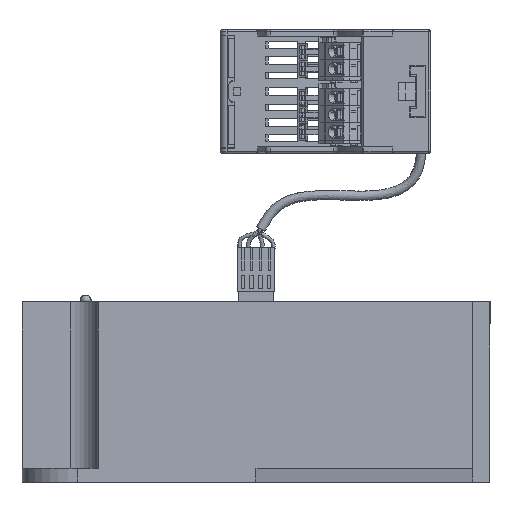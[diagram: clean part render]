
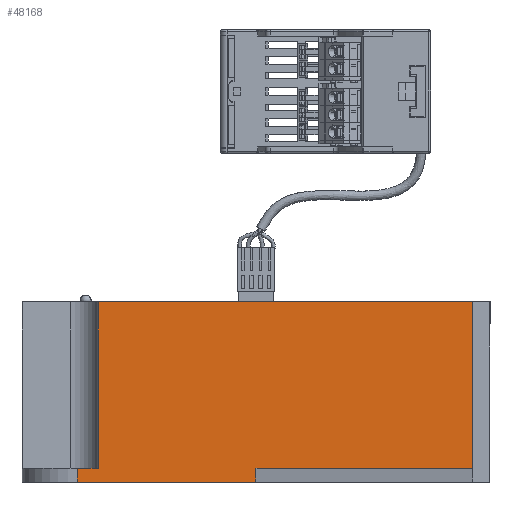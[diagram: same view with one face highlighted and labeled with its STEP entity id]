
A CAD part, left-side view. The second image highlights one B-rep face of the part: STEP entity #48168.
In plain terms, the highlighted planar face has unit normal (-1, 0, 0).
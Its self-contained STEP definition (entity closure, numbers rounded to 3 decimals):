
#4902=FACE_OUTER_BOUND('',#7930,.T.);
#7930=EDGE_LOOP('',(#41335,#41336,#41337,#41338,#41339,#41340,#41341,#41342));
#13000=LINE('',#78060,#18328);
#13012=LINE('',#78094,#18340);
#13034=LINE('',#78140,#18362);
#13035=LINE('',#78143,#18363);
#13036=LINE('',#78144,#18364);
#13037=LINE('',#78146,#18365);
#13038=LINE('',#78148,#18366);
#13039=LINE('',#78149,#18367);
#18328=VECTOR('',#63749,1000.);
#18340=VECTOR('',#63775,1000.);
#18362=VECTOR('',#63815,1000.);
#18363=VECTOR('',#63818,1000.);
#18364=VECTOR('',#63819,1000.);
#18365=VECTOR('',#63820,1000.);
#18366=VECTOR('',#63821,1000.);
#18367=VECTOR('',#63822,1000.);
#22776=VERTEX_POINT('',#78057);
#22777=VERTEX_POINT('',#78059);
#22787=VERTEX_POINT('',#78083);
#22792=VERTEX_POINT('',#78092);
#22807=VERTEX_POINT('',#78138);
#22808=VERTEX_POINT('',#78142);
#22809=VERTEX_POINT('',#78145);
#22810=VERTEX_POINT('',#78147);
#29005=EDGE_CURVE('',#22776,#22777,#13000,.T.);
#29021=EDGE_CURVE('',#22787,#22792,#13012,.T.);
#29045=EDGE_CURVE('',#22792,#22807,#13034,.T.);
#29046=EDGE_CURVE('',#22808,#22807,#13035,.T.);
#29047=EDGE_CURVE('',#22777,#22808,#13036,.T.);
#29048=EDGE_CURVE('',#22809,#22776,#13037,.T.);
#29049=EDGE_CURVE('',#22810,#22809,#13038,.T.);
#29050=EDGE_CURVE('',#22810,#22787,#13039,.T.);
#41335=ORIENTED_EDGE('',*,*,#29046,.F.);
#41336=ORIENTED_EDGE('',*,*,#29047,.F.);
#41337=ORIENTED_EDGE('',*,*,#29005,.F.);
#41338=ORIENTED_EDGE('',*,*,#29048,.F.);
#41339=ORIENTED_EDGE('',*,*,#29049,.F.);
#41340=ORIENTED_EDGE('',*,*,#29050,.T.);
#41341=ORIENTED_EDGE('',*,*,#29021,.T.);
#41342=ORIENTED_EDGE('',*,*,#29045,.T.);
#44038=PLANE('',#52203);
#48168=ADVANCED_FACE('',(#4902),#44038,.T.);
#52203=AXIS2_PLACEMENT_3D('',#78141,#63816,#63817);
#63749=DIRECTION('',(0.,1.,0.));
#63775=DIRECTION('',(0.,1.,0.));
#63815=DIRECTION('',(0.,0.,-1.));
#63816=DIRECTION('center_axis',(-1.,0.,0.));
#63817=DIRECTION('ref_axis',(0.,0.,1.));
#63818=DIRECTION('',(0.,1.,0.));
#63819=DIRECTION('',(0.,0.,-1.));
#63820=DIRECTION('',(0.,0.,-1.));
#63821=DIRECTION('',(0.,-1.,0.));
#63822=DIRECTION('',(0.,0.,-1.));
#78057=CARTESIAN_POINT('',(-67.5,-62.5,4.));
#78059=CARTESIAN_POINT('',(-67.5,0.,4.));
#78060=CARTESIAN_POINT('',(-67.5,0.,4.));
#78083=CARTESIAN_POINT('',(-67.5,45.5,4.));
#78092=CARTESIAN_POINT('',(-67.5,51.5,4.));
#78094=CARTESIAN_POINT('',(-67.5,0.,4.));
#78138=CARTESIAN_POINT('',(-67.5,51.5,0.));
#78140=CARTESIAN_POINT('',(-67.5,51.5,4.));
#78141=CARTESIAN_POINT('Origin',(-67.5,0.,4.));
#78142=CARTESIAN_POINT('',(-67.5,0.,0.));
#78143=CARTESIAN_POINT('',(-67.5,0.,0.));
#78144=CARTESIAN_POINT('',(-67.5,0.,4.));
#78145=CARTESIAN_POINT('',(-67.5,-62.5,52.));
#78146=CARTESIAN_POINT('',(-67.5,-62.5,52.));
#78147=CARTESIAN_POINT('',(-67.5,45.5,52.));
#78148=CARTESIAN_POINT('',(-67.5,0.,52.));
#78149=CARTESIAN_POINT('',(-67.5,45.5,52.));
